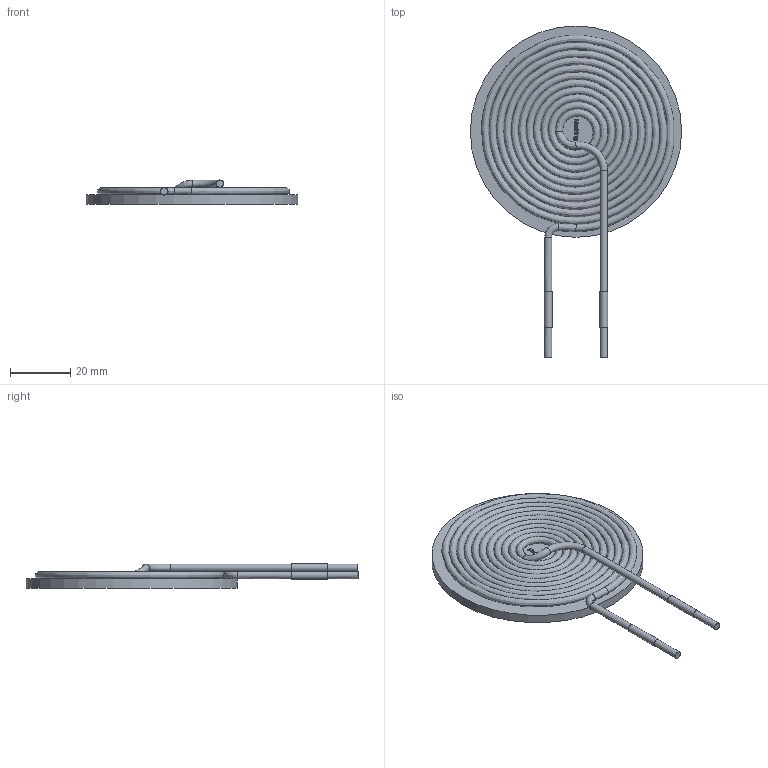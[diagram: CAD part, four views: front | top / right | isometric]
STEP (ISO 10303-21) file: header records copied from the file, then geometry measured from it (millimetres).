
FILE_DESCRIPTION(/* description */ ('Unknown'),/* implementation_level */ '2;1');
FILE_NAME(/* name */ '760308101311',/* time_stamp */ '2019-09-02T16:55:33+08:00',/* author */ ('Unknown'),/* organization */ ('Unknown'),/* preprocessor_version */ 'ST-DEVELOPER v16.7',/* originating_system */ 'DEX',/* authorisation */ $);
FILE_SCHEMA (('AUTOMOTIVE_DESIGN {1 0 10303 214 3 1 1}'));
Length unit declared in the file: millimetre
Products named in the file (3): 760308101311; shield; Wire
Assembly tree (2 placements, depth 2):
  760308101311
    shield
    Wire
Bounding box: 70 x 110 x 7.98 mm (x, y, z)
Volume: 17889 mm3; surface area: 18967.3 mm2
Topology: 2 solids, 2 shells, 92 faces, 222 edges, 147 vertices
Faces by surface type: plane 64, bspline 22, cylinder 5, torus 1
Full cylindrical faces by diameter (mm): 2.4 x2, 2.55 x2, 70 x1
Entity records: 7740 total; most frequent: CARTESIAN_POINT 5759, ORIENTED_EDGE 420, DIRECTION 241, EDGE_CURVE 210, VERTEX_POINT 144, B_SPLINE_CURVE_WITH_KNOTS 131, EDGE_LOOP 116, FACE_BOUND 116
